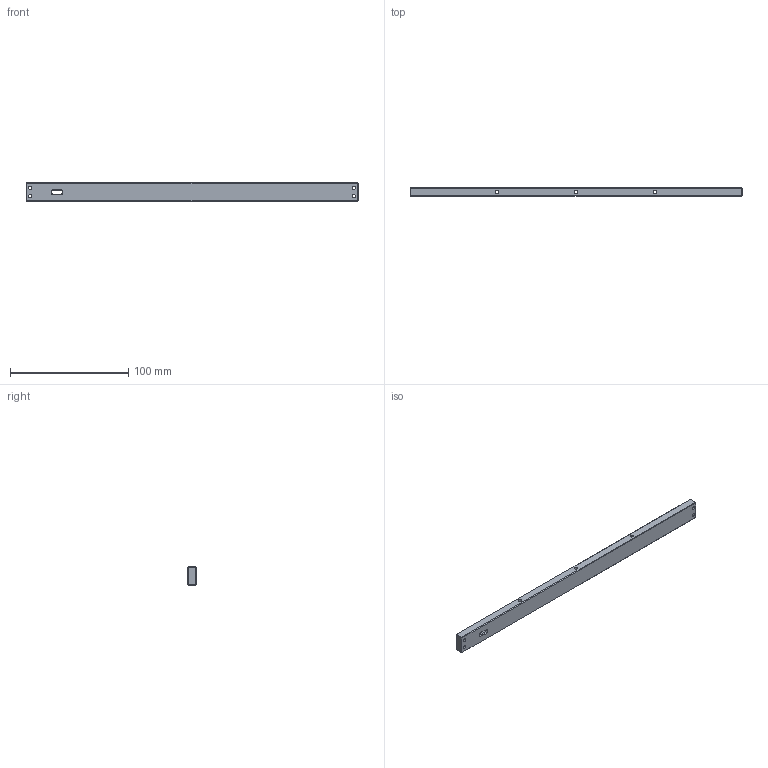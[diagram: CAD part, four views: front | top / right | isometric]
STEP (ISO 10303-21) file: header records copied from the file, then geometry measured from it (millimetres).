
FILE_DESCRIPTION(/* description */ (''),/* implementation_level */ '2;1');
FILE_NAME(/* name */ 'MiddleUSB.step',/* time_stamp */ '2023-06-02T12:06:46+03:00',/* author */ (''),/* organization */ (''),/* preprocessor_version */ 'ST-DEVELOPER v19.2',/* originating_system */ 'Autodesk Translation Framework v12.4.0.73',/* authorisation */ '');
FILE_SCHEMA (('AUTOMOTIVE_DESIGN { 1 0 10303 214 3 1 1 }'));
Length unit declared in the file: millimetre
Products named in the file (1): MiddleUSB
Bounding box: 281.1 x 7 x 16 mm (x, y, z)
Volume: 30241.4 mm3; surface area: 13576.8 mm2
Topology: 1 solids, 1 shells, 95 faces, 204 edges, 115 vertices
Faces by surface type: plane 54, cone 23, cylinder 18
Full cylindrical faces by diameter (mm): 2.7 x7, 5 x3
Entity records: 2565 total; most frequent: DIRECTION 455, CARTESIAN_POINT 415, ORIENTED_EDGE 408, EDGE_CURVE 204, AXIS2_PLACEMENT_3D 155, LINE 145, VECTOR 145, EDGE_LOOP 115
